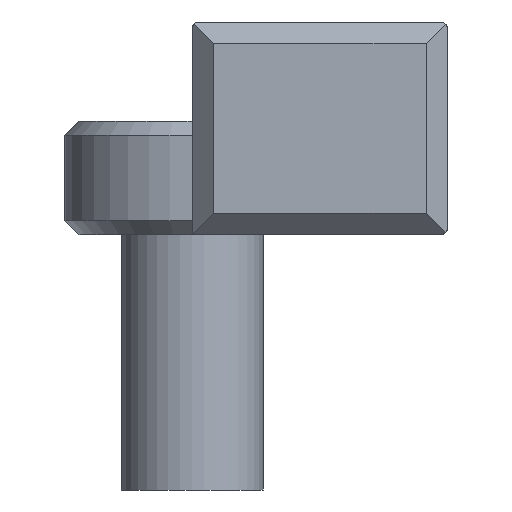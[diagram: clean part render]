
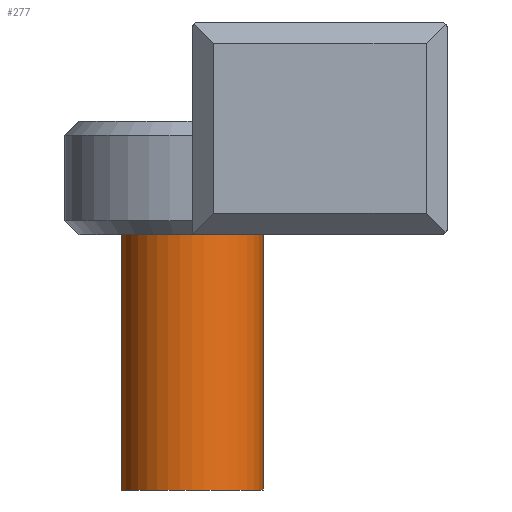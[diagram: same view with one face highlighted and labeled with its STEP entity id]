
A CAD part, front view. The second image highlights one B-rep face of the part: STEP entity #277.
In plain terms, the highlighted cylindrical face has radius 50 mm (diameter 100 mm), a partial arc.
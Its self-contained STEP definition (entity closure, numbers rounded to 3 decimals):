
#20 = VECTOR ( 'NONE', #1230, 1000. ) ;
#56 = CARTESIAN_POINT ( 'NONE',  ( 0., 0., -90. ) ) ;
#60 = EDGE_CURVE ( 'NONE', #104, #99, #88, .T. ) ;
#88 = CIRCLE ( 'NONE', #114, 50. ) ;
#99 = VERTEX_POINT ( 'NONE', #1362 ) ;
#104 = VERTEX_POINT ( 'NONE', #632 ) ;
#114 = AXIS2_PLACEMENT_3D ( 'NONE', #713, #812, #471 ) ;
#144 = CARTESIAN_POINT ( 'NONE',  ( -50., 0., 90. ) ) ;
#161 = CARTESIAN_POINT ( 'NONE',  ( -50., 0., -90. ) ) ;
#173 = CARTESIAN_POINT ( 'NONE',  ( 50., 0., -90. ) ) ;
#192 = AXIS2_PLACEMENT_3D ( 'NONE', #56, #1039, #941 ) ;
#221 = VECTOR ( 'NONE', #1143, 1000. ) ;
#277 = ADVANCED_FACE ( 'NONE', ( #496 ), #304, .T. ) ;
#278 = ORIENTED_EDGE ( 'NONE', *, *, #60, .F. ) ;
#292 = ORIENTED_EDGE ( 'NONE', *, *, #458, .F. ) ;
#296 = CARTESIAN_POINT ( 'NONE',  ( 0., 0., 90. ) ) ;
#304 = CYLINDRICAL_SURFACE ( 'NONE', #346, 50. ) ;
#346 = AXIS2_PLACEMENT_3D ( 'NONE', #296, #722, #384 ) ;
#384 = DIRECTION ( 'NONE',  ( -1., 0., 0. ) ) ;
#458 = EDGE_CURVE ( 'NONE', #1400, #590, #1437, .T. ) ;
#471 = DIRECTION ( 'NONE',  ( -1., 0., 0. ) ) ;
#483 = ORIENTED_EDGE ( 'NONE', *, *, #1237, .F. ) ;
#496 = FACE_OUTER_BOUND ( 'NONE', #990, .T. ) ;
#580 = LINE ( 'NONE', #144, #221 ) ;
#590 = VERTEX_POINT ( 'NONE', #161 ) ;
#632 = CARTESIAN_POINT ( 'NONE',  ( -50., 0., 90. ) ) ;
#698 = EDGE_CURVE ( 'NONE', #104, #590, #580, .T. ) ;
#713 = CARTESIAN_POINT ( 'NONE',  ( 0., 0., 90. ) ) ;
#722 = DIRECTION ( 'NONE',  ( 0., 0., -1. ) ) ;
#788 = CARTESIAN_POINT ( 'NONE',  ( 50., 0., 90. ) ) ;
#812 = DIRECTION ( 'NONE',  ( 0., 0., 1. ) ) ;
#898 = LINE ( 'NONE', #788, #20 ) ;
#941 = DIRECTION ( 'NONE',  ( -1., 0., 0. ) ) ;
#990 = EDGE_LOOP ( 'NONE', ( #483, #278, #1034, #292 ) ) ;
#1034 = ORIENTED_EDGE ( 'NONE', *, *, #698, .T. ) ;
#1039 = DIRECTION ( 'NONE',  ( 0., 0., -1. ) ) ;
#1143 = DIRECTION ( 'NONE',  ( 0., 0., -1. ) ) ;
#1230 = DIRECTION ( 'NONE',  ( 0., 0., -1. ) ) ;
#1237 = EDGE_CURVE ( 'NONE', #99, #1400, #898, .T. ) ;
#1362 = CARTESIAN_POINT ( 'NONE',  ( 50., 0., 90. ) ) ;
#1400 = VERTEX_POINT ( 'NONE', #173 ) ;
#1437 = CIRCLE ( 'NONE', #192, 50. ) ;
